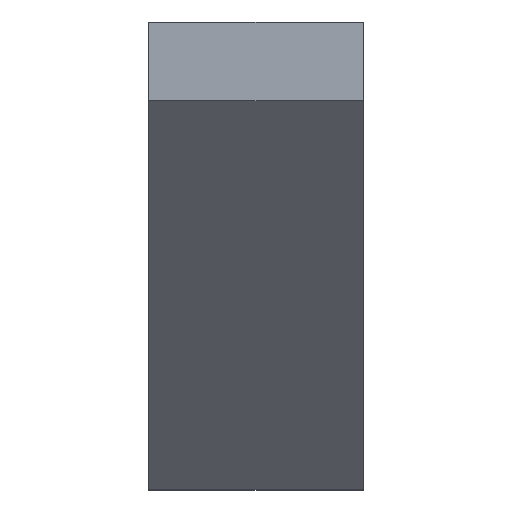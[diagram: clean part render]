
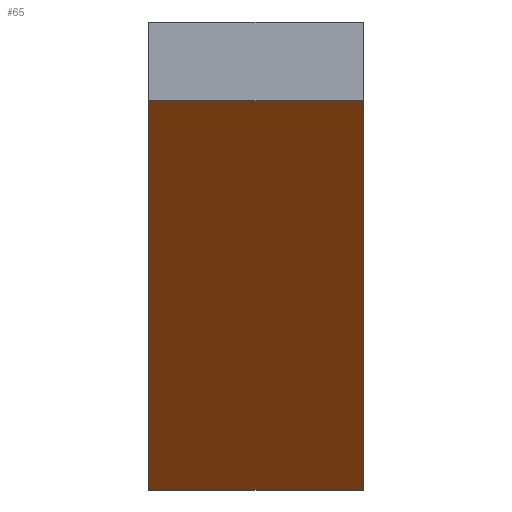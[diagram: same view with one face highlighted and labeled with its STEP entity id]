
A CAD part, top view. The second image highlights one B-rep face of the part: STEP entity #65.
In plain terms, the highlighted planar face has unit normal (0, -0.908, 0.419).
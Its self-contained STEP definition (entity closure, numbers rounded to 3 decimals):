
#65=ADVANCED_FACE('',(#127),#128,.F.);
#127=FACE_OUTER_BOUND('',#183,.T.);
#128=PLANE('',#184);
#183=EDGE_LOOP('',(#309,#310,#311,#312));
#184=AXIS2_PLACEMENT_3D('',#313,#314,#315);
#309=ORIENTED_EDGE('',*,*,#346,.F.);
#310=ORIENTED_EDGE('',*,*,#392,.T.);
#311=ORIENTED_EDGE('',*,*,#381,.T.);
#312=ORIENTED_EDGE('',*,*,#390,.F.);
#313=CARTESIAN_POINT('',(-25.8,-93.5,15.032));
#314=DIRECTION('',(0.,0.908,-0.419));
#315=DIRECTION('',(-1.0,0.0,0.));
#346=EDGE_CURVE('',#406,#408,#409,.T.);
#381=EDGE_CURVE('',#462,#460,#463,.T.);
#390=EDGE_CURVE('',#408,#460,#473,.T.);
#392=EDGE_CURVE('',#406,#462,#475,.T.);
#406=VERTEX_POINT('',#492);
#408=VERTEX_POINT('',#495);
#409=LINE('',#496,#497);
#460=VERTEX_POINT('',#572);
#462=VERTEX_POINT('',#575);
#463=LINE('',#576,#577);
#473=LINE('',#591,#592);
#475=LINE('',#594,#595);
#492=CARTESIAN_POINT('',(-21.5,-93.5,15.032));
#495=CARTESIAN_POINT('',(-21.5,-15.823,183.5));
#496=CARTESIAN_POINT('',(-21.5,-93.5,15.032));
#497=VECTOR('',#606,185.513);
#572=CARTESIAN_POINT('',(21.5,-15.823,183.5));
#575=CARTESIAN_POINT('',(21.5,-93.5,15.032));
#576=CARTESIAN_POINT('',(21.5,-93.5,15.032));
#577=VECTOR('',#635,185.513);
#591=CARTESIAN_POINT('',(-21.5,-15.823,183.5));
#592=VECTOR('',#643,43.0);
#594=CARTESIAN_POINT('',(-21.5,-93.5,15.032));
#595=VECTOR('',#644,43.0);
#606=DIRECTION('',(0.,0.419,0.908));
#635=DIRECTION('',(0.,0.419,0.908));
#643=DIRECTION('',(1.0,0.,0.));
#644=DIRECTION('',(1.0,0.,0.));
